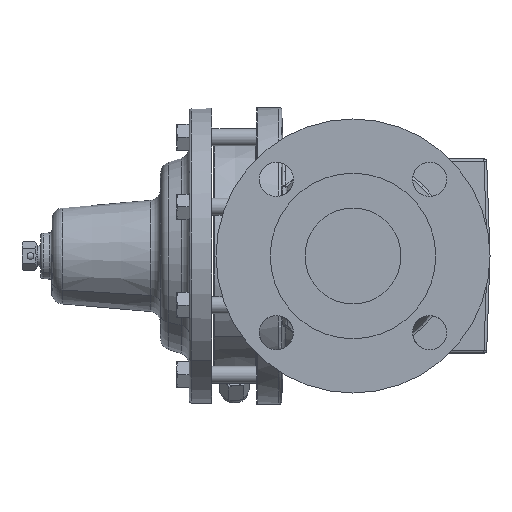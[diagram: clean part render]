
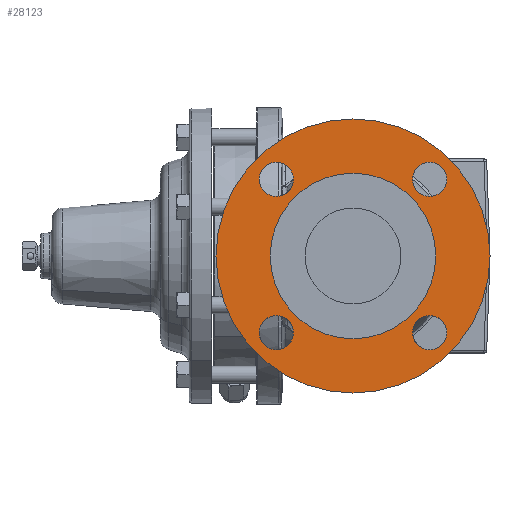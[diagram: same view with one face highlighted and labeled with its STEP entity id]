
A CAD part, left-side view. The second image highlights one B-rep face of the part: STEP entity #28123.
In plain terms, the highlighted planar face has unit normal (-1, 0, 0).
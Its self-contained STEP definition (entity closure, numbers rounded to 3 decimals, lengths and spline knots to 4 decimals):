
#83 = ORIENTED_EDGE ( 'NONE', *, *, #3347, .T. ) ;
#449 = EDGE_CURVE ( 'NONE', #30187, #18166, #20559, .T. ) ;
#1264 = EDGE_CURVE ( 'NONE', #13047, #17696, #12101, .T. ) ;
#1608 = DIRECTION ( 'NONE',  ( 0., 0., 1. ) ) ;
#2203 = EDGE_CURVE ( 'NONE', #8806, #20468, #3964, .T. ) ;
#2219 = VERTEX_POINT ( 'NONE', #33718 ) ;
#2382 = DIRECTION ( 'NONE',  ( -1., 0., 0. ) ) ;
#2387 = PLANE ( 'NONE',  #11924 ) ;
#2486 = CARTESIAN_POINT ( 'NONE',  ( -4.438, -1.6794, -1.3044 ) ) ;
#2491 = CARTESIAN_POINT ( 'NONE',  ( -4.438, 1.8125, 0. ) ) ;
#2545 = CIRCLE ( 'NONE', #9739, 0.375 ) ;
#3296 = EDGE_CURVE ( 'NONE', #20682, #7866, #36897, .T. ) ;
#3347 = EDGE_CURVE ( 'NONE', #24992, #17866, #36860, .T. ) ;
#3654 = EDGE_LOOP ( 'NONE', ( #32059, #33539 ) ) ;
#3964 = CIRCLE ( 'NONE', #32692, 1.8125 ) ;
#3979 = DIRECTION ( 'NONE',  ( -1., 0., 0. ) ) ;
#4908 = CIRCLE ( 'NONE', #11562, 3. ) ;
#5243 = DIRECTION ( 'NONE',  ( -1., 0., 0. ) ) ;
#5861 = CIRCLE ( 'NONE', #31514, 0.375 ) ;
#6298 = EDGE_CURVE ( 'NONE', #18166, #30187, #28222, .T. ) ;
#7530 = CIRCLE ( 'NONE', #22719, 0.375 ) ;
#7866 = VERTEX_POINT ( 'NONE', #35116 ) ;
#8337 = CARTESIAN_POINT ( 'NONE',  ( -4.438, 0., 0. ) ) ;
#8806 = VERTEX_POINT ( 'NONE', #17800 ) ;
#8988 = EDGE_CURVE ( 'NONE', #17696, #13047, #22172, .T. ) ;
#9739 = AXIS2_PLACEMENT_3D ( 'NONE', #33292, #33205, #33162 ) ;
#10327 = CARTESIAN_POINT ( 'NONE',  ( -4.438, -1.6794, 1.3044 ) ) ;
#11562 = AXIS2_PLACEMENT_3D ( 'NONE', #14280, #14232, #14202 ) ;
#11589 = CARTESIAN_POINT ( 'NONE',  ( -4.438, 1.6794, 2.0544 ) ) ;
#11869 = EDGE_LOOP ( 'NONE', ( #36392, #37976 ) ) ;
#11924 = AXIS2_PLACEMENT_3D ( 'NONE', #2491, #3979, #1608 ) ;
#12096 = EDGE_CURVE ( 'NONE', #20468, #8806, #14022, .T. ) ;
#12101 = CIRCLE ( 'NONE', #34679, 0.375 ) ;
#12172 = CARTESIAN_POINT ( 'NONE',  ( -4.438, 1.6794, 1.6794 ) ) ;
#12228 = DIRECTION ( 'NONE',  ( -1., 0., 0. ) ) ;
#12337 = DIRECTION ( 'NONE',  ( 0., 0., 1. ) ) ;
#13047 = VERTEX_POINT ( 'NONE', #24624 ) ;
#14022 = CIRCLE ( 'NONE', #16724, 1.8125 ) ;
#14202 = DIRECTION ( 'NONE',  ( 0., 0., 1. ) ) ;
#14232 = DIRECTION ( 'NONE',  ( -1., 0., 0. ) ) ;
#14280 = CARTESIAN_POINT ( 'NONE',  ( -4.438, 0., 0. ) ) ;
#15156 = DIRECTION ( 'NONE',  ( 0., 0., 1. ) ) ;
#15162 = DIRECTION ( 'NONE',  ( -1., 0., 0. ) ) ;
#15201 = CARTESIAN_POINT ( 'NONE',  ( -4.438, -1.6794, -1.6794 ) ) ;
#15526 = EDGE_CURVE ( 'NONE', #17866, #24992, #4908, .T. ) ;
#15689 = CARTESIAN_POINT ( 'NONE',  ( -4.438, 3., 0. ) ) ;
#16617 = EDGE_CURVE ( 'NONE', #19275, #2219, #2545, .T. ) ;
#16724 = AXIS2_PLACEMENT_3D ( 'NONE', #24970, #24888, #24697 ) ;
#17626 = FACE_OUTER_BOUND ( 'NONE', #29737, .T. ) ;
#17664 = FACE_BOUND ( 'NONE', #17732, .T. ) ;
#17696 = VERTEX_POINT ( 'NONE', #2486 ) ;
#17702 = FACE_BOUND ( 'NONE', #20817, .T. ) ;
#17732 = EDGE_LOOP ( 'NONE', ( #28767, #31142 ) ) ;
#17745 = FACE_BOUND ( 'NONE', #11869, .T. ) ;
#17789 = FACE_BOUND ( 'NONE', #3654, .T. ) ;
#17800 = CARTESIAN_POINT ( 'NONE',  ( -4.438, 0., -1.8125 ) ) ;
#17866 = VERTEX_POINT ( 'NONE', #15689 ) ;
#18023 = FACE_BOUND ( 'NONE', #20195, .T. ) ;
#18166 = VERTEX_POINT ( 'NONE', #32244 ) ;
#19275 = VERTEX_POINT ( 'NONE', #11589 ) ;
#19762 = DIRECTION ( 'NONE',  ( 0., 0., 1. ) ) ;
#19776 = DIRECTION ( 'NONE',  ( -1., 0., 0. ) ) ;
#19814 = CARTESIAN_POINT ( 'NONE',  ( -4.438, -1.6794, 1.6794 ) ) ;
#20195 = EDGE_LOOP ( 'NONE', ( #26802, #28278 ) ) ;
#20468 = VERTEX_POINT ( 'NONE', #25627 ) ;
#20559 = CIRCLE ( 'NONE', #36561, 0.375 ) ;
#20571 = CARTESIAN_POINT ( 'NONE',  ( -4.438, -1.6794, 1.6794 ) ) ;
#20682 = VERTEX_POINT ( 'NONE', #38075 ) ;
#20817 = EDGE_LOOP ( 'NONE', ( #34052, #35819 ) ) ;
#21276 = AXIS2_PLACEMENT_3D ( 'NONE', #15201, #15162, #15156 ) ;
#22172 = CIRCLE ( 'NONE', #21276, 0.375 ) ;
#22719 = AXIS2_PLACEMENT_3D ( 'NONE', #29310, #29220, #29166 ) ;
#23664 = DIRECTION ( 'NONE',  ( 0., 0., 1. ) ) ;
#24624 = CARTESIAN_POINT ( 'NONE',  ( -4.438, -1.6794, -2.0544 ) ) ;
#24697 = DIRECTION ( 'NONE',  ( 0., 0., 1. ) ) ;
#24766 = AXIS2_PLACEMENT_3D ( 'NONE', #19814, #19776, #19762 ) ;
#24888 = DIRECTION ( 'NONE',  ( -1., 0., 0. ) ) ;
#24970 = CARTESIAN_POINT ( 'NONE',  ( -4.438, 0., 0. ) ) ;
#24992 = VERTEX_POINT ( 'NONE', #37230 ) ;
#25396 = DIRECTION ( 'NONE',  ( 0., 0., 1. ) ) ;
#25445 = CARTESIAN_POINT ( 'NONE',  ( -4.438, 0., 0. ) ) ;
#25478 = DIRECTION ( 'NONE',  ( -1., 0., 0. ) ) ;
#25627 = CARTESIAN_POINT ( 'NONE',  ( -4.438, 0., 1.8125 ) ) ;
#25725 = DIRECTION ( 'NONE',  ( -1., 0., 0. ) ) ;
#25779 = DIRECTION ( 'NONE',  ( 0., 0., 1. ) ) ;
#25834 = CARTESIAN_POINT ( 'NONE',  ( -4.438, 1.6794, -1.6794 ) ) ;
#26507 = DIRECTION ( 'NONE',  ( 0., 0., 1. ) ) ;
#26802 = ORIENTED_EDGE ( 'NONE', *, *, #37058, .F. ) ;
#28123 = ADVANCED_FACE ( 'NONE', ( #18023, #17664, #17789, #17702, #17745, #17626 ), #2387, .T. ) ;
#28222 = CIRCLE ( 'NONE', #24766, 0.375 ) ;
#28278 = ORIENTED_EDGE ( 'NONE', *, *, #3296, .F. ) ;
#28767 = ORIENTED_EDGE ( 'NONE', *, *, #16617, .F. ) ;
#29166 = DIRECTION ( 'NONE',  ( 0., 0., 1. ) ) ;
#29220 = DIRECTION ( 'NONE',  ( -1., 0., 0. ) ) ;
#29310 = CARTESIAN_POINT ( 'NONE',  ( -4.438, 1.6794, -1.6794 ) ) ;
#29416 = AXIS2_PLACEMENT_3D ( 'NONE', #25445, #25478, #25396 ) ;
#29488 = AXIS2_PLACEMENT_3D ( 'NONE', #25834, #25725, #25779 ) ;
#29737 = EDGE_LOOP ( 'NONE', ( #38457, #83 ) ) ;
#30187 = VERTEX_POINT ( 'NONE', #10327 ) ;
#30490 = DIRECTION ( 'NONE',  ( 0., 0., 1. ) ) ;
#31142 = ORIENTED_EDGE ( 'NONE', *, *, #37531, .F. ) ;
#31514 = AXIS2_PLACEMENT_3D ( 'NONE', #12172, #33484, #12337 ) ;
#32059 = ORIENTED_EDGE ( 'NONE', *, *, #6298, .F. ) ;
#32244 = CARTESIAN_POINT ( 'NONE',  ( -4.438, -1.6794, 2.0544 ) ) ;
#32692 = AXIS2_PLACEMENT_3D ( 'NONE', #8337, #5243, #26507 ) ;
#33162 = DIRECTION ( 'NONE',  ( 0., 0., 1. ) ) ;
#33205 = DIRECTION ( 'NONE',  ( -1., 0., 0. ) ) ;
#33292 = CARTESIAN_POINT ( 'NONE',  ( -4.438, 1.6794, 1.6794 ) ) ;
#33484 = DIRECTION ( 'NONE',  ( -1., 0., 0. ) ) ;
#33538 = CARTESIAN_POINT ( 'NONE',  ( -4.438, -1.6794, -1.6794 ) ) ;
#33539 = ORIENTED_EDGE ( 'NONE', *, *, #449, .F. ) ;
#33718 = CARTESIAN_POINT ( 'NONE',  ( -4.438, 1.6794, 1.3044 ) ) ;
#34052 = ORIENTED_EDGE ( 'NONE', *, *, #8988, .F. ) ;
#34679 = AXIS2_PLACEMENT_3D ( 'NONE', #33538, #12228, #30490 ) ;
#35116 = CARTESIAN_POINT ( 'NONE',  ( -4.438, 1.6794, -1.3044 ) ) ;
#35819 = ORIENTED_EDGE ( 'NONE', *, *, #1264, .F. ) ;
#36392 = ORIENTED_EDGE ( 'NONE', *, *, #12096, .F. ) ;
#36561 = AXIS2_PLACEMENT_3D ( 'NONE', #20571, #2382, #23664 ) ;
#36860 = CIRCLE ( 'NONE', #29416, 3. ) ;
#36897 = CIRCLE ( 'NONE', #29488, 0.375 ) ;
#37058 = EDGE_CURVE ( 'NONE', #7866, #20682, #7530, .T. ) ;
#37230 = CARTESIAN_POINT ( 'NONE',  ( -4.438, -3., 0. ) ) ;
#37531 = EDGE_CURVE ( 'NONE', #2219, #19275, #5861, .T. ) ;
#37976 = ORIENTED_EDGE ( 'NONE', *, *, #2203, .F. ) ;
#38075 = CARTESIAN_POINT ( 'NONE',  ( -4.438, 1.6794, -2.0544 ) ) ;
#38457 = ORIENTED_EDGE ( 'NONE', *, *, #15526, .T. ) ;
